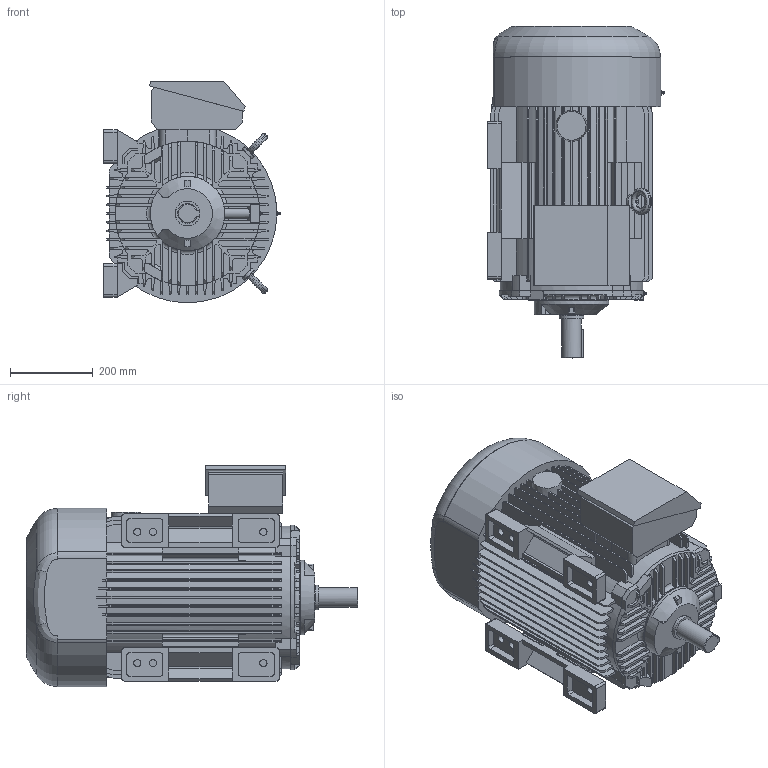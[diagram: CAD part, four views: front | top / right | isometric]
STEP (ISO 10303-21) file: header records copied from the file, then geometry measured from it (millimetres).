
FILE_DESCRIPTION( ( 'Unknown' ), '1' );
FILE_NAME( 'SIE320_TS.stp', 'Unknown', ( 'Unknown' ), ( 'Unknown' ), 'XStep 1.0', 'Unknown', ' ' );
FILE_SCHEMA( ( 'CONFIG_CONTROL_DESIGN' ) );
Length unit declared in the file: millimetre
Products named in the file (2): 1; 2
Bounding box: 427.85 x 802.64 x 536.02 mm (x, y, z)
Volume: 81861481.1 mm3; surface area: 2512654.3 mm2
Topology: 2 solids, 3 shells, 970 faces, 2807 edges, 1861 vertices
Faces by surface type: plane 760, cylinder 162, torus 36, cone 9, bspline 3
Full cylindrical faces by diameter (mm): 1.6 x2, 5 x4, 17.5 x6, 35 x4, 47.62 x1, 59.498 x1, 60 x1, 178 x1, 180 x1
Entity records: 33993 total; most frequent: CARTESIAN_POINT 8363, ORIENTED_EDGE 5496, DIRECTION 5075, EDGE_CURVE 2748, LINE 2119, VECTOR 2119, VERTEX_POINT 1841, AXIS2_PLACEMENT_3D 1478
